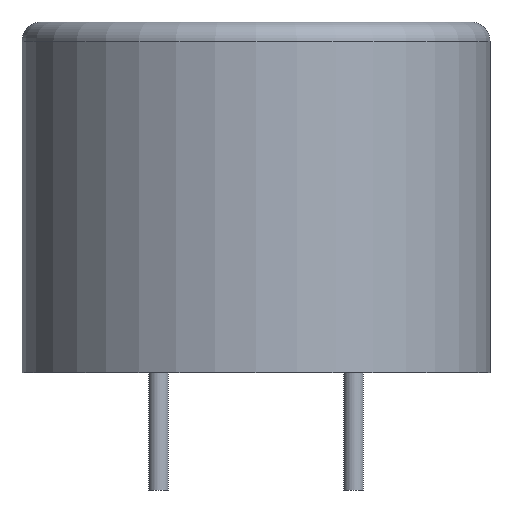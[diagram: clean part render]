
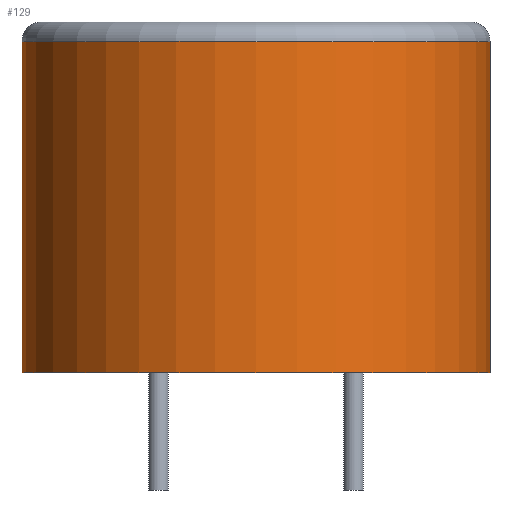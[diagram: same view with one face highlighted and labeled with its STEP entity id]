
A CAD part, front view. The second image highlights one B-rep face of the part: STEP entity #129.
In plain terms, the highlighted cylindrical face has radius 6 mm (diameter 12 mm), a full revolution.
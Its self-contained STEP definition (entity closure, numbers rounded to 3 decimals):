
#31=FACE_OUTER_BOUND('',#43,.T.);
#43=EDGE_LOOP('',(#103,#104,#105,#106));
#54=LINE('',#242,#58);
#58=VECTOR('',#197,6.);
#65=CIRCLE('',#161,6.);
#66=CIRCLE('',#163,6.);
#74=VERTEX_POINT('',#237);
#75=VERTEX_POINT('',#241);
#85=EDGE_CURVE('',#74,#74,#65,.T.);
#86=EDGE_CURVE('',#74,#75,#54,.T.);
#87=EDGE_CURVE('',#75,#75,#66,.T.);
#103=ORIENTED_EDGE('',*,*,#85,.F.);
#104=ORIENTED_EDGE('',*,*,#86,.T.);
#105=ORIENTED_EDGE('',*,*,#87,.F.);
#106=ORIENTED_EDGE('',*,*,#86,.F.);
#123=CYLINDRICAL_SURFACE('',#162,6.);
#129=ADVANCED_FACE('',(#31),#123,.T.);
#161=AXIS2_PLACEMENT_3D('',#239,#193,#194);
#162=AXIS2_PLACEMENT_3D('',#240,#195,#196);
#163=AXIS2_PLACEMENT_3D('',#243,#198,#199);
#193=DIRECTION('center_axis',(0.,0.,1.));
#194=DIRECTION('ref_axis',(-1.,0.,0.));
#195=DIRECTION('center_axis',(0.,0.,1.));
#196=DIRECTION('ref_axis',(1.,0.,0.));
#197=DIRECTION('',(0.,0.,-1.));
#198=DIRECTION('center_axis',(0.,0.,-1.));
#199=DIRECTION('ref_axis',(1.,0.,0.));
#237=CARTESIAN_POINT('',(-6.,0.,8.5));
#239=CARTESIAN_POINT('Origin',(0.,0.,8.5));
#240=CARTESIAN_POINT('Origin',(0.,0.,4.5));
#241=CARTESIAN_POINT('',(-6.,0.,0.));
#242=CARTESIAN_POINT('',(-6.,0.,4.5));
#243=CARTESIAN_POINT('Origin',(0.,0.,0.));
